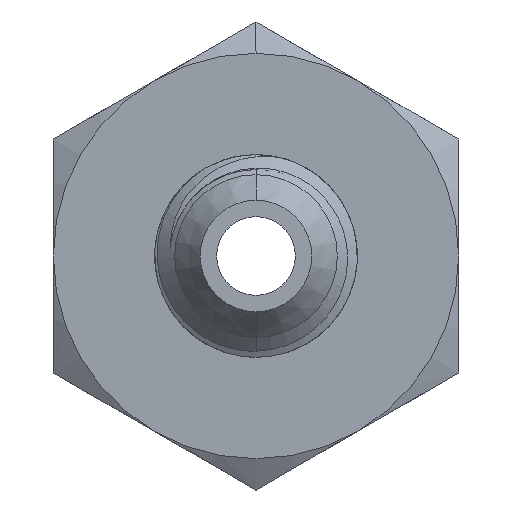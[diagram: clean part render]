
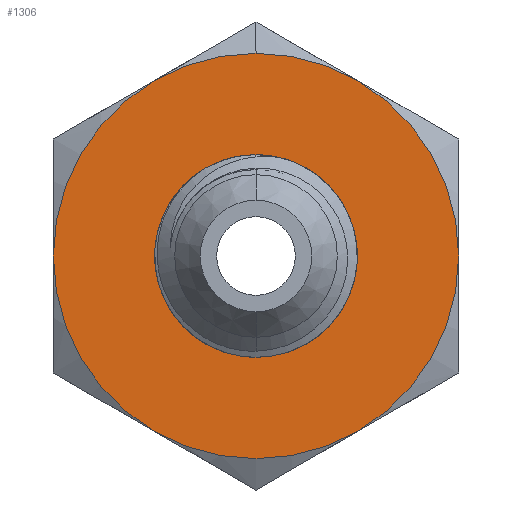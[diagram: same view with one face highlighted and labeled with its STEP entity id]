
A CAD part, front view. The second image highlights one B-rep face of the part: STEP entity #1306.
In plain terms, the highlighted planar face has unit normal (0, -1, 0).
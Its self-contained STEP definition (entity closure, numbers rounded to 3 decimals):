
#22=FACE_BOUND('',#269,.T.);
#33=PLANE('',#1428);
#188=FACE_OUTER_BOUND('',#268,.T.);
#268=EDGE_LOOP('',(#1087,#1088,#1089,#1090,#1091,#1092,#1093));
#269=EDGE_LOOP('',(#1094,#1095));
#299=CIRCLE('',#1360,11.113);
#300=CIRCLE('',#1362,4.457);
#324=CIRCLE('',#1417,11.113);
#325=CIRCLE('',#1419,11.113);
#326=CIRCLE('',#1421,11.113);
#327=CIRCLE('',#1423,11.113);
#328=CIRCLE('',#1425,11.113);
#329=CIRCLE('',#1427,11.113);
#330=CIRCLE('',#1429,4.457);
#552=VERTEX_POINT('',#3464);
#553=VERTEX_POINT('',#3465);
#555=VERTEX_POINT('',#3473);
#556=VERTEX_POINT('',#3474);
#611=VERTEX_POINT('',#4350);
#613=VERTEX_POINT('',#4360);
#615=VERTEX_POINT('',#4370);
#617=VERTEX_POINT('',#4380);
#618=VERTEX_POINT('',#4393);
#698=EDGE_CURVE('',#552,#553,#299,.T.);
#701=EDGE_CURVE('',#555,#556,#300,.T.);
#799=EDGE_CURVE('',#611,#618,#324,.T.);
#800=EDGE_CURVE('',#613,#611,#325,.T.);
#801=EDGE_CURVE('',#615,#613,#326,.T.);
#802=EDGE_CURVE('',#617,#615,#327,.T.);
#803=EDGE_CURVE('',#553,#617,#328,.T.);
#804=EDGE_CURVE('',#618,#552,#329,.T.);
#805=EDGE_CURVE('',#556,#555,#330,.T.);
#1087=ORIENTED_EDGE('',*,*,#799,.T.);
#1088=ORIENTED_EDGE('',*,*,#804,.T.);
#1089=ORIENTED_EDGE('',*,*,#698,.T.);
#1090=ORIENTED_EDGE('',*,*,#803,.T.);
#1091=ORIENTED_EDGE('',*,*,#802,.T.);
#1092=ORIENTED_EDGE('',*,*,#801,.T.);
#1093=ORIENTED_EDGE('',*,*,#800,.T.);
#1094=ORIENTED_EDGE('',*,*,#701,.F.);
#1095=ORIENTED_EDGE('',*,*,#805,.F.);
#1306=ADVANCED_FACE('',(#188,#22),#33,.F.);
#1360=AXIS2_PLACEMENT_3D('',#3466,#1541,#1542);
#1362=AXIS2_PLACEMENT_3D('',#3475,#1546,#1547);
#1417=AXIS2_PLACEMENT_3D('',#4401,#1684,#1685);
#1419=AXIS2_PLACEMENT_3D('',#4403,#1688,#1689);
#1421=AXIS2_PLACEMENT_3D('',#4405,#1692,#1693);
#1423=AXIS2_PLACEMENT_3D('',#4407,#1696,#1697);
#1425=AXIS2_PLACEMENT_3D('',#4409,#1700,#1701);
#1427=AXIS2_PLACEMENT_3D('',#4411,#1704,#1705);
#1428=AXIS2_PLACEMENT_3D('',#4412,#1706,#1707);
#1429=AXIS2_PLACEMENT_3D('',#4413,#1708,#1709);
#1541=DIRECTION('center_axis',(0.,-1.,0.));
#1542=DIRECTION('ref_axis',(0.,0.,-1.));
#1546=DIRECTION('center_axis',(0.,-1.,0.));
#1547=DIRECTION('ref_axis',(0.,0.,-1.));
#1684=DIRECTION('center_axis',(0.,-1.,0.));
#1685=DIRECTION('ref_axis',(0.,0.,-1.));
#1688=DIRECTION('center_axis',(0.,-1.,0.));
#1689=DIRECTION('ref_axis',(0.,0.,-1.));
#1692=DIRECTION('center_axis',(0.,-1.,0.));
#1693=DIRECTION('ref_axis',(0.,0.,-1.));
#1696=DIRECTION('center_axis',(0.,-1.,0.));
#1697=DIRECTION('ref_axis',(0.,0.,-1.));
#1700=DIRECTION('center_axis',(0.,-1.,0.));
#1701=DIRECTION('ref_axis',(0.,0.,-1.));
#1704=DIRECTION('center_axis',(0.,-1.,0.));
#1705=DIRECTION('ref_axis',(0.,0.,-1.));
#1706=DIRECTION('center_axis',(0.,1.,0.));
#1707=DIRECTION('ref_axis',(0.,0.,1.));
#1708=DIRECTION('center_axis',(0.,-1.,0.));
#1709=DIRECTION('ref_axis',(0.,0.,-1.));
#3464=CARTESIAN_POINT('',(0.,-7.493,11.113));
#3465=CARTESIAN_POINT('',(-5.556,-7.493,9.624));
#3466=CARTESIAN_POINT('Origin',(0.,-7.493,0.));
#3473=CARTESIAN_POINT('',(0.,-7.493,-4.457));
#3474=CARTESIAN_POINT('',(0.,-7.493,4.457));
#3475=CARTESIAN_POINT('Origin',(0.,-7.493,0.));
#4350=CARTESIAN_POINT('',(11.113,-7.493,0.));
#4360=CARTESIAN_POINT('',(5.556,-7.493,-9.624));
#4370=CARTESIAN_POINT('',(-5.556,-7.493,-9.624));
#4380=CARTESIAN_POINT('',(-11.113,-7.493,0.));
#4393=CARTESIAN_POINT('',(5.556,-7.493,9.624));
#4401=CARTESIAN_POINT('Origin',(0.,-7.493,0.));
#4403=CARTESIAN_POINT('Origin',(0.,-7.493,0.));
#4405=CARTESIAN_POINT('Origin',(0.,-7.493,0.));
#4407=CARTESIAN_POINT('Origin',(0.,-7.493,0.));
#4409=CARTESIAN_POINT('Origin',(0.,-7.493,0.));
#4411=CARTESIAN_POINT('Origin',(0.,-7.493,0.));
#4412=CARTESIAN_POINT('Origin',(0.,-7.493,4.457));
#4413=CARTESIAN_POINT('Origin',(0.,-7.493,0.));
